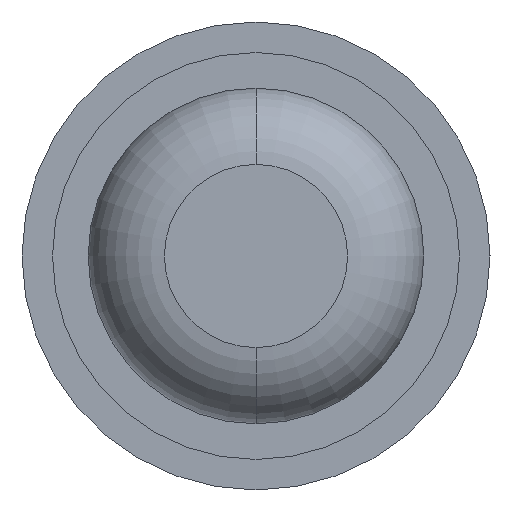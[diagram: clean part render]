
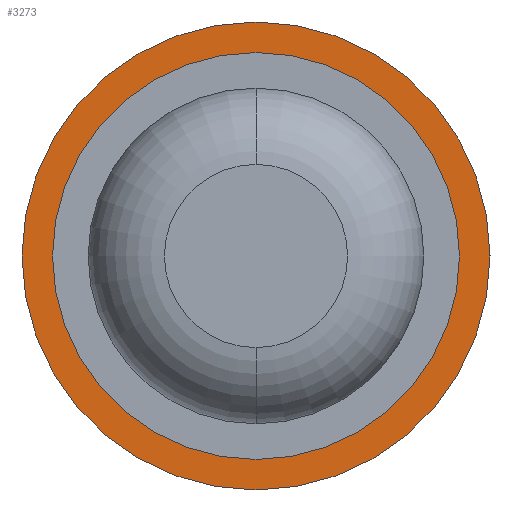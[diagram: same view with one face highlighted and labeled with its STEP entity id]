
A CAD part, front view. The second image highlights one B-rep face of the part: STEP entity #3273.
In plain terms, the highlighted planar face has unit normal (0, -1, 0).
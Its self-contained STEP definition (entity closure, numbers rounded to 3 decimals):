
#38 = AXIS2_PLACEMENT_3D ( 'NONE', #3543, #2557, #563 ) ;
#190 = EDGE_CURVE ( 'Defeature ausgef�hrt1_9+Defeature ausgef�hrt1_10+Defeature ausgef�hrt1_10+Defeature ausgef�hrt1_10', #1814, #1511, #2143, .T. ) ;
#345 = DIRECTION ( 'NONE',  ( 0., 0., 1. ) ) ;
#563 = DIRECTION ( 'NONE',  ( 0., 0., 1. ) ) ;
#772 = CARTESIAN_POINT ( 'NONE',  ( 0., 5.3, 0. ) ) ;
#799 = CIRCLE ( 'NONE', #2734, 1.15 ) ;
#964 = EDGE_CURVE ( 'Defeature ausgef�hrt1_9+Defeature ausgef�hrt1_10+Defeature ausgef�hrt1_10+Defeature ausgef�hrt1_10', #1511, #1814, #799, .T. ) ;
#1026 = EDGE_CURVE ( 'Defeature ausgef�hrt1_10+Defeature ausgef�hrt1_11+Defeature ausgef�hrt1_11+Defeature ausgef�hrt1_11', #1289, #1685, #2878, .T. ) ;
#1027 = CARTESIAN_POINT ( 'NONE',  ( -1.15, 5.3, 0. ) ) ;
#1055 = CARTESIAN_POINT ( 'NONE',  ( 0., 5.3, 0. ) ) ;
#1144 = ORIENTED_EDGE ( 'NONE', *, *, #1026, .T. ) ;
#1256 = CARTESIAN_POINT ( 'NONE',  ( 0., 5.3, 0.5 ) ) ;
#1289 = VERTEX_POINT ( 'NONE', #1256 ) ;
#1346 = ORIENTED_EDGE ( 'NONE', *, *, #964, .F. ) ;
#1379 = ORIENTED_EDGE ( 'NONE', *, *, #190, .F. ) ;
#1478 = CARTESIAN_POINT ( 'NONE',  ( 0., 5.3, 1.15 ) ) ;
#1511 = VERTEX_POINT ( 'NONE', #3490 ) ;
#1614 = AXIS2_PLACEMENT_3D ( 'NONE', #1741, #4177, #3493 ) ;
#1671 = PLANE ( 'NONE',  #2140 ) ;
#1685 = VERTEX_POINT ( 'NONE', #2001 ) ;
#1689 = DIRECTION ( 'NONE',  ( 0., 0., -1. ) ) ;
#1741 = CARTESIAN_POINT ( 'NONE',  ( 0., 5.3, 0. ) ) ;
#1773 = DIRECTION ( 'NONE',  ( 0., 0., 1. ) ) ;
#1796 = FACE_OUTER_BOUND ( 'NONE', #2097, .T. ) ;
#1814 = VERTEX_POINT ( 'NONE', #1478 ) ;
#1867 = EDGE_LOOP ( 'NONE', ( #1144, #2666 ) ) ;
#1890 = CIRCLE ( 'NONE', #1614, 0.5 ) ;
#2001 = CARTESIAN_POINT ( 'NONE',  ( 0., 5.3, -0.5 ) ) ;
#2097 = EDGE_LOOP ( 'NONE', ( #1379, #1346 ) ) ;
#2140 = AXIS2_PLACEMENT_3D ( 'NONE', #1027, #4343, #1689 ) ;
#2143 = CIRCLE ( 'NONE', #4307, 1.15 ) ;
#2390 = DIRECTION ( 'NONE',  ( 0., 1., 0. ) ) ;
#2557 = DIRECTION ( 'NONE',  ( 0., 1., 0. ) ) ;
#2666 = ORIENTED_EDGE ( 'NONE', *, *, #2974, .T. ) ;
#2734 = AXIS2_PLACEMENT_3D ( 'NONE', #772, #3777, #1773 ) ;
#2878 = CIRCLE ( 'NONE', #38, 0.5 ) ;
#2974 = EDGE_CURVE ( 'Defeature ausgef�hrt1_10+Defeature ausgef�hrt1_11+Defeature ausgef�hrt1_11+Defeature ausgef�hrt1_11', #1685, #1289, #1890, .T. ) ;
#3273 = ADVANCED_FACE ( 'Defeature ausgef�hrt1_10', ( #4115, #1796 ), #1671, .T. ) ;
#3490 = CARTESIAN_POINT ( 'NONE',  ( 0., 5.3, -1.15 ) ) ;
#3493 = DIRECTION ( 'NONE',  ( 0., 0., 1. ) ) ;
#3543 = CARTESIAN_POINT ( 'NONE',  ( 0., 5.3, 0. ) ) ;
#3777 = DIRECTION ( 'NONE',  ( 0., 1., 0. ) ) ;
#4115 = FACE_BOUND ( 'NONE', #1867, .T. ) ;
#4177 = DIRECTION ( 'NONE',  ( 0., 1., 0. ) ) ;
#4307 = AXIS2_PLACEMENT_3D ( 'NONE', #1055, #2390, #345 ) ;
#4343 = DIRECTION ( 'NONE',  ( 0., -1., 0. ) ) ;
